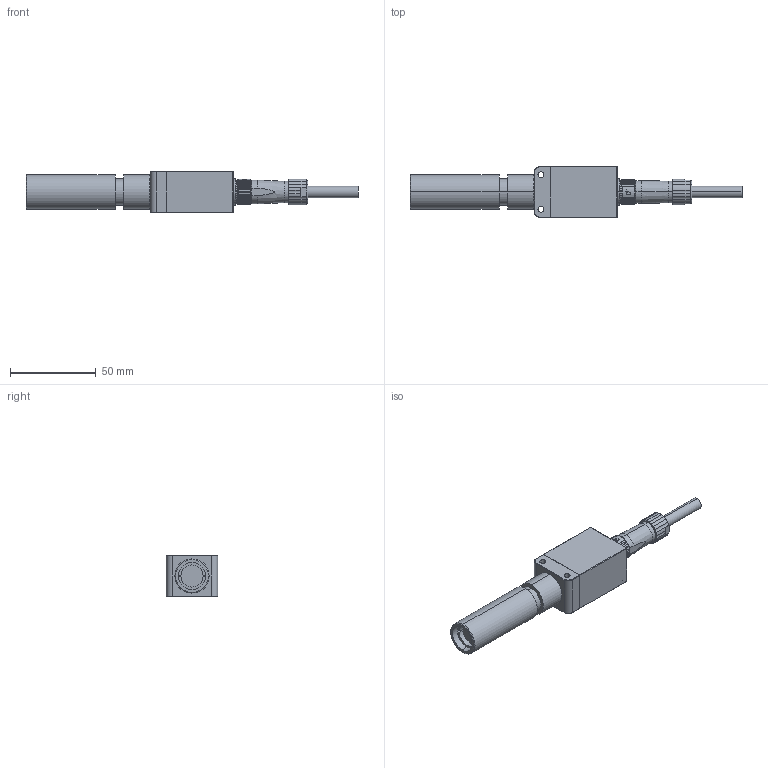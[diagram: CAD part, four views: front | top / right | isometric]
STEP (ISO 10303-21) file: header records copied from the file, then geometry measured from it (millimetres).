
FILE_DESCRIPTION(/* description */ ('VariCAD 2016-1.07 AP-214'),/* implementation_level */ '2;1');
FILE_NAME(/* name */ 'HX-C4.stp',/* time_stamp */ '2017-10-05T10:33:34+09:00',/* author */ (''),/* organization */ (''),/* preprocessor_version */ 'ST-DEVELOPER v14',/* originating_system */ 'VariCAD 2016-1.07; kernel version (20130303)',/* authorisation */ '');
FILE_SCHEMA (('AUTOMOTIVE_DESIGN'));
Length unit declared in the file: millimetre
Products named in the file (15): HX-C4
Assembly tree (14 placements, depth 2):
  HX-C4
    (unnamed)
    (unnamed)
    (unnamed)
    (unnamed)
    (unnamed)
    (unnamed)
    (unnamed)
    (unnamed)
    (unnamed)
    (unnamed)
    (unnamed)
    (unnamed)
    (unnamed)
    (unnamed)
Bounding box: 193.9 x 30 x 24 mm (x, y, z)
Volume: 62581.9 mm3; surface area: 17112.9 mm2
Topology: 14 solids, 14 shells, 561 faces, 1325 edges, 828 vertices
Faces by surface type: cylinder 235, plane 196, cone 98, torus 20, bspline 12
Entity records: 18917 total; most frequent: CARTESIAN_POINT 5409, DIRECTION 2870, ORIENTED_EDGE 2642, EDGE_CURVE 1321, AXIS2_PLACEMENT_3D 1191, VERTEX_POINT 828, EDGE_LOOP 651, CIRCLE 599
